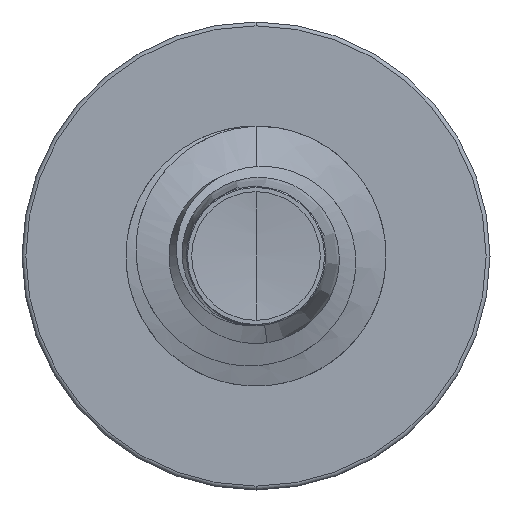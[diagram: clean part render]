
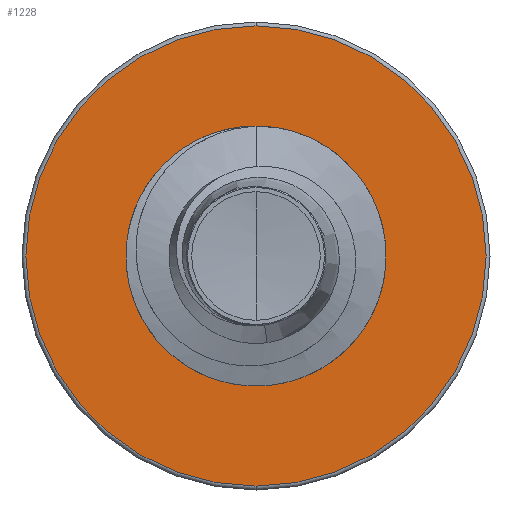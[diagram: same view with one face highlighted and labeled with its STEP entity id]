
A CAD part, front view. The second image highlights one B-rep face of the part: STEP entity #1228.
In plain terms, the highlighted planar face has unit normal (0, -1, 0).
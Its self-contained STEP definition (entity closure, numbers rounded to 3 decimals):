
#958 = CARTESIAN_POINT ( 'NONE',  ( 0., 7.5, -2.842 ) ) ;
#1228 = ADVANCED_FACE ( 'NONE', ( #8267, #9000 ), #1574, .F. ) ;
#1574 = PLANE ( 'NONE',  #7804 ) ;
#2006 = CARTESIAN_POINT ( 'NONE',  ( 0., 7.5, 0. ) ) ;
#2087 = CARTESIAN_POINT ( 'NONE',  ( 0., 7.5, -5.31 ) ) ;
#2371 = VERTEX_POINT ( 'NONE', #2087 ) ;
#2392 = CARTESIAN_POINT ( 'NONE',  ( 0., 7.5, 2.842 ) ) ;
#2536 = EDGE_LOOP ( 'NONE', ( #5120, #7764 ) ) ;
#2731 = DIRECTION ( 'NONE',  ( 0., 0., 1. ) ) ;
#2928 = VERTEX_POINT ( 'NONE', #7270 ) ;
#2941 = AXIS2_PLACEMENT_3D ( 'NONE', #2006, #7322, #2731 ) ;
#3040 = EDGE_CURVE ( 'NONE', #7460, #3544, #8149, .T. ) ;
#3056 = ORIENTED_EDGE ( 'NONE', *, *, #5050, .F. ) ;
#3187 = CIRCLE ( 'NONE', #2941, 5.31 ) ;
#3544 = VERTEX_POINT ( 'NONE', #2392 ) ;
#4377 = DIRECTION ( 'NONE',  ( 0., 1., 0. ) ) ;
#4410 = DIRECTION ( 'NONE',  ( 0., 1., 0. ) ) ;
#4738 = CIRCLE ( 'NONE', #8573, 2.842 ) ;
#4778 = EDGE_CURVE ( 'NONE', #2371, #2928, #3187, .T. ) ;
#4814 = AXIS2_PLACEMENT_3D ( 'NONE', #6739, #6698, #6668 ) ;
#4973 = EDGE_CURVE ( 'NONE', #3544, #7460, #4738, .T. ) ;
#5050 = EDGE_CURVE ( 'NONE', #2928, #2371, #5214, .T. ) ;
#5120 = ORIENTED_EDGE ( 'NONE', *, *, #4973, .T. ) ;
#5211 = EDGE_LOOP ( 'NONE', ( #3056, #5269 ) ) ;
#5214 = CIRCLE ( 'NONE', #9581, 5.31 ) ;
#5269 = ORIENTED_EDGE ( 'NONE', *, *, #4778, .F. ) ;
#5747 = DIRECTION ( 'NONE',  ( 0., 1., 0. ) ) ;
#6068 = DIRECTION ( 'NONE',  ( 0., 0., 1. ) ) ;
#6668 = DIRECTION ( 'NONE',  ( 0., 0., 1. ) ) ;
#6698 = DIRECTION ( 'NONE',  ( 0., 1., 0. ) ) ;
#6739 = CARTESIAN_POINT ( 'NONE',  ( 0., 7.5, 0. ) ) ;
#7270 = CARTESIAN_POINT ( 'NONE',  ( 0., 7.5, 5.31 ) ) ;
#7322 = DIRECTION ( 'NONE',  ( 0., 1., 0. ) ) ;
#7460 = VERTEX_POINT ( 'NONE', #958 ) ;
#7764 = ORIENTED_EDGE ( 'NONE', *, *, #3040, .T. ) ;
#7804 = AXIS2_PLACEMENT_3D ( 'NONE', #7917, #5747, #6068 ) ;
#7917 = CARTESIAN_POINT ( 'NONE',  ( 0., 7.5, -2.842 ) ) ;
#8149 = CIRCLE ( 'NONE', #4814, 2.842 ) ;
#8267 = FACE_OUTER_BOUND ( 'NONE', #5211, .T. ) ;
#8573 = AXIS2_PLACEMENT_3D ( 'NONE', #9002, #4377, #9737 ) ;
#9000 = FACE_BOUND ( 'NONE', #2536, .T. ) ;
#9002 = CARTESIAN_POINT ( 'NONE',  ( 0., 7.5, 0. ) ) ;
#9033 = CARTESIAN_POINT ( 'NONE',  ( 0., 7.5, 0. ) ) ;
#9581 = AXIS2_PLACEMENT_3D ( 'NONE', #9033, #4410, #9768 ) ;
#9737 = DIRECTION ( 'NONE',  ( 0., 0., 1. ) ) ;
#9768 = DIRECTION ( 'NONE',  ( 0., 0., 1. ) ) ;
